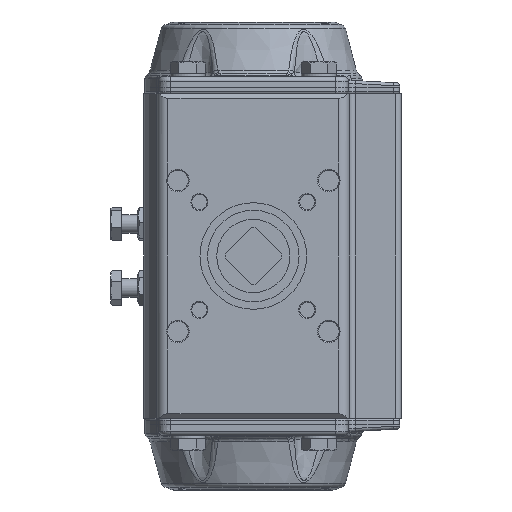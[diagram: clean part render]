
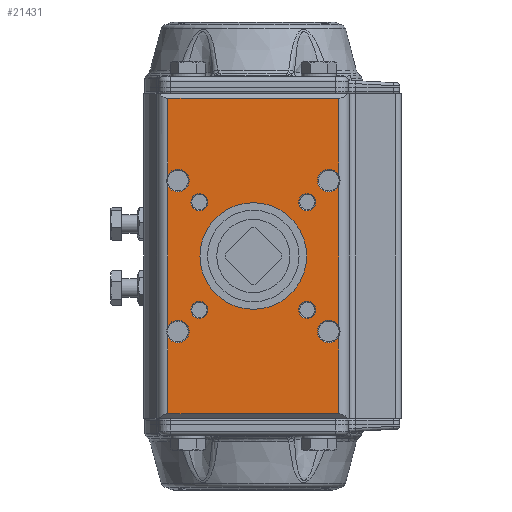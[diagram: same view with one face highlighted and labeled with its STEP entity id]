
A CAD part, front view. The second image highlights one B-rep face of the part: STEP entity #21431.
In plain terms, the highlighted planar face has unit normal (0, -1, 0).
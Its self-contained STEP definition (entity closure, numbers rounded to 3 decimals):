
#330=FACE_BOUND('',#4109,.T.);
#331=FACE_BOUND('',#4110,.T.);
#332=FACE_BOUND('',#4111,.T.);
#333=FACE_BOUND('',#4112,.T.);
#334=FACE_BOUND('',#4113,.T.);
#371=PLANE('',#22782);
#1383=CIRCLE('',#22769,3.7);
#1388=CIRCLE('',#22779,2.8);
#1391=CIRCLE('',#22783,3.7);
#1392=CIRCLE('',#22784,3.7);
#1393=CIRCLE('',#22785,3.7);
#1394=CIRCLE('',#22786,2.8);
#1395=CIRCLE('',#22787,2.8);
#1396=CIRCLE('',#22788,17.5);
#1397=CIRCLE('',#22789,17.5);
#1398=CIRCLE('',#22790,2.8);
#2786=FACE_OUTER_BOUND('',#4108,.T.);
#4108=EDGE_LOOP('',(#14421,#14422,#14423,#14424,#14425,#14426,#14427,#14428,
#14429,#14430,#14431,#14432));
#4109=EDGE_LOOP('',(#14433));
#4110=EDGE_LOOP('',(#14434));
#4111=EDGE_LOOP('',(#14435,#14436));
#4112=EDGE_LOOP('',(#14437));
#4113=EDGE_LOOP('',(#14438));
#5803=LINE('',#31851,#7303);
#5804=LINE('',#31868,#7304);
#5806=LINE('',#31879,#7306);
#5809=LINE('',#31896,#7309);
#5810=LINE('',#31898,#7310);
#5811=LINE('',#31902,#7311);
#5812=LINE('',#31906,#7312);
#5813=LINE('',#31907,#7313);
#7303=VECTOR('',#25279,103.5);
#7304=VECTOR('',#25280,103.5);
#7306=VECTOR('',#25290,103.5);
#7309=VECTOR('',#25309,56.);
#7310=VECTOR('',#25310,103.5);
#7311=VECTOR('',#25313,103.5);
#7312=VECTOR('',#25316,103.5);
#7313=VECTOR('',#25317,56.);
#8803=VERTEX_POINT('',#31791);
#8807=VERTEX_POINT('',#31798);
#8808=VERTEX_POINT('',#31850);
#8811=VERTEX_POINT('',#31862);
#8812=VERTEX_POINT('',#31867);
#8817=VERTEX_POINT('',#31877);
#8820=VERTEX_POINT('',#31887);
#8823=VERTEX_POINT('',#31895);
#8824=VERTEX_POINT('',#31897);
#8825=VERTEX_POINT('',#31899);
#8826=VERTEX_POINT('',#31901);
#8827=VERTEX_POINT('',#31903);
#8828=VERTEX_POINT('',#31905);
#8829=VERTEX_POINT('',#31909);
#8830=VERTEX_POINT('',#31911);
#8831=VERTEX_POINT('',#31913);
#8832=VERTEX_POINT('',#31914);
#8833=VERTEX_POINT('',#31917);
#10956=EDGE_CURVE('',#8807,#8803,#1383,.T.);
#10961=EDGE_CURVE('',#8803,#8808,#5803,.T.);
#10965=EDGE_CURVE('',#8811,#8812,#5804,.T.);
#10971=EDGE_CURVE('',#8817,#8807,#5806,.T.);
#10975=EDGE_CURVE('',#8820,#8820,#1388,.T.);
#10979=EDGE_CURVE('',#8823,#8817,#5809,.T.);
#10980=EDGE_CURVE('',#8824,#8823,#5810,.T.);
#10981=EDGE_CURVE('',#8825,#8824,#1391,.T.);
#10982=EDGE_CURVE('',#8826,#8825,#5811,.T.);
#10983=EDGE_CURVE('',#8827,#8826,#1392,.T.);
#10984=EDGE_CURVE('',#8828,#8827,#5812,.T.);
#10985=EDGE_CURVE('',#8812,#8828,#5813,.T.);
#10986=EDGE_CURVE('',#8808,#8811,#1393,.T.);
#10987=EDGE_CURVE('',#8829,#8829,#1394,.T.);
#10988=EDGE_CURVE('',#8830,#8830,#1395,.T.);
#10989=EDGE_CURVE('',#8831,#8832,#1396,.T.);
#10990=EDGE_CURVE('',#8832,#8831,#1397,.T.);
#10991=EDGE_CURVE('',#8833,#8833,#1398,.T.);
#14421=ORIENTED_EDGE('',*,*,#10956,.F.);
#14422=ORIENTED_EDGE('',*,*,#10971,.F.);
#14423=ORIENTED_EDGE('',*,*,#10979,.F.);
#14424=ORIENTED_EDGE('',*,*,#10980,.F.);
#14425=ORIENTED_EDGE('',*,*,#10981,.F.);
#14426=ORIENTED_EDGE('',*,*,#10982,.F.);
#14427=ORIENTED_EDGE('',*,*,#10983,.F.);
#14428=ORIENTED_EDGE('',*,*,#10984,.F.);
#14429=ORIENTED_EDGE('',*,*,#10985,.F.);
#14430=ORIENTED_EDGE('',*,*,#10965,.F.);
#14431=ORIENTED_EDGE('',*,*,#10986,.F.);
#14432=ORIENTED_EDGE('',*,*,#10961,.F.);
#14433=ORIENTED_EDGE('',*,*,#10987,.F.);
#14434=ORIENTED_EDGE('',*,*,#10988,.F.);
#14435=ORIENTED_EDGE('',*,*,#10989,.T.);
#14436=ORIENTED_EDGE('',*,*,#10990,.T.);
#14437=ORIENTED_EDGE('',*,*,#10991,.F.);
#14438=ORIENTED_EDGE('',*,*,#10975,.F.);
#21431=ADVANCED_FACE('',(#2786,#330,#331,#332,#333,#334),#371,.T.);
#22769=AXIS2_PLACEMENT_3D('',#31800,#25275,#25276);
#22779=AXIS2_PLACEMENT_3D('',#31888,#25300,#25301);
#22782=AXIS2_PLACEMENT_3D('',#31894,#25307,#25308);
#22783=AXIS2_PLACEMENT_3D('',#31900,#25311,#25312);
#22784=AXIS2_PLACEMENT_3D('',#31904,#25314,#25315);
#22785=AXIS2_PLACEMENT_3D('',#31908,#25318,#25319);
#22786=AXIS2_PLACEMENT_3D('',#31910,#25320,#25321);
#22787=AXIS2_PLACEMENT_3D('',#31912,#25322,#25323);
#22788=AXIS2_PLACEMENT_3D('',#31915,#25324,#25325);
#22789=AXIS2_PLACEMENT_3D('',#31916,#25326,#25327);
#22790=AXIS2_PLACEMENT_3D('',#31918,#25328,#25329);
#25275=DIRECTION('center_axis',(0.,-1.,0.));
#25276=DIRECTION('ref_axis',(0.,0.,1.));
#25279=DIRECTION('',(0.,0.,-1.));
#25280=DIRECTION('',(0.,0.,-1.));
#25290=DIRECTION('',(0.,0.,-1.));
#25300=DIRECTION('center_axis',(0.,-1.,0.));
#25301=DIRECTION('ref_axis',(0.,0.,-1.));
#25307=DIRECTION('center_axis',(0.,-1.,0.));
#25308=DIRECTION('ref_axis',(0.,0.,-1.));
#25309=DIRECTION('',(1.,0.,0.));
#25310=DIRECTION('',(0.,0.,1.));
#25311=DIRECTION('center_axis',(0.,-1.,0.));
#25312=DIRECTION('ref_axis',(1.,0.,0.));
#25313=DIRECTION('',(0.,0.,1.));
#25314=DIRECTION('center_axis',(0.,-1.,0.));
#25315=DIRECTION('ref_axis',(0.,0.,-1.));
#25316=DIRECTION('',(0.,0.,1.));
#25317=DIRECTION('',(-1.,0.,0.));
#25318=DIRECTION('center_axis',(0.,-1.,0.));
#25319=DIRECTION('ref_axis',(-1.,0.,0.));
#25320=DIRECTION('center_axis',(0.,-1.,0.));
#25321=DIRECTION('ref_axis',(-1.,0.,0.));
#25322=DIRECTION('center_axis',(0.,-1.,0.));
#25323=DIRECTION('ref_axis',(0.,0.,1.));
#25324=DIRECTION('center_axis',(0.,1.,0.));
#25325=DIRECTION('ref_axis',(1.,0.,0.));
#25326=DIRECTION('center_axis',(0.,1.,0.));
#25327=DIRECTION('ref_axis',(1.,0.,0.));
#25328=DIRECTION('center_axis',(0.,-1.,0.));
#25329=DIRECTION('ref_axis',(1.,0.,0.));
#31791=CARTESIAN_POINT('',(28.,-42.5,76.233));
#31798=CARTESIAN_POINT('',(28.,-42.5,79.765));
#31800=CARTESIAN_POINT('Origin',(24.749,-42.5,77.999));
#31850=CARTESIAN_POINT('',(28.,-42.5,30.267));
#31851=CARTESIAN_POINT('',(28.,-42.5,105.));
#31862=CARTESIAN_POINT('',(28.,-42.5,26.735));
#31867=CARTESIAN_POINT('',(28.,-42.5,1.5));
#31868=CARTESIAN_POINT('',(28.,-42.5,105.));
#31877=CARTESIAN_POINT('',(28.,-42.5,105.));
#31879=CARTESIAN_POINT('',(28.,-42.5,105.));
#31887=CARTESIAN_POINT('',(17.678,-42.5,73.728));
#31888=CARTESIAN_POINT('Origin',(17.678,-42.5,70.928));
#31894=CARTESIAN_POINT('Origin',(31.5,-42.5,0.));
#31895=CARTESIAN_POINT('',(-28.,-42.5,105.));
#31896=CARTESIAN_POINT('',(-28.,-42.5,105.));
#31897=CARTESIAN_POINT('',(-28.,-42.5,79.765));
#31898=CARTESIAN_POINT('',(-28.,-42.5,1.5));
#31899=CARTESIAN_POINT('',(-28.,-42.5,76.233));
#31900=CARTESIAN_POINT('Origin',(-24.749,-42.5,77.999));
#31901=CARTESIAN_POINT('',(-28.,-42.5,30.267));
#31902=CARTESIAN_POINT('',(-28.,-42.5,1.5));
#31903=CARTESIAN_POINT('',(-28.,-42.5,26.735));
#31904=CARTESIAN_POINT('Origin',(-24.749,-42.5,28.501));
#31905=CARTESIAN_POINT('',(-28.,-42.5,1.5));
#31906=CARTESIAN_POINT('',(-28.,-42.5,1.5));
#31907=CARTESIAN_POINT('',(28.,-42.5,1.5));
#31908=CARTESIAN_POINT('Origin',(24.749,-42.5,28.501));
#31909=CARTESIAN_POINT('',(20.478,-42.5,35.572));
#31910=CARTESIAN_POINT('Origin',(17.678,-42.5,35.572));
#31911=CARTESIAN_POINT('',(-17.678,-42.5,32.772));
#31912=CARTESIAN_POINT('Origin',(-17.678,-42.5,35.572));
#31913=CARTESIAN_POINT('',(17.5,-42.5,53.25));
#31914=CARTESIAN_POINT('',(-17.5,-42.5,53.25));
#31915=CARTESIAN_POINT('Origin',(0.,-42.5,
53.25));
#31916=CARTESIAN_POINT('Origin',(0.,-42.5,
53.25));
#31917=CARTESIAN_POINT('',(-20.478,-42.5,70.928));
#31918=CARTESIAN_POINT('Origin',(-17.678,-42.5,70.928));
